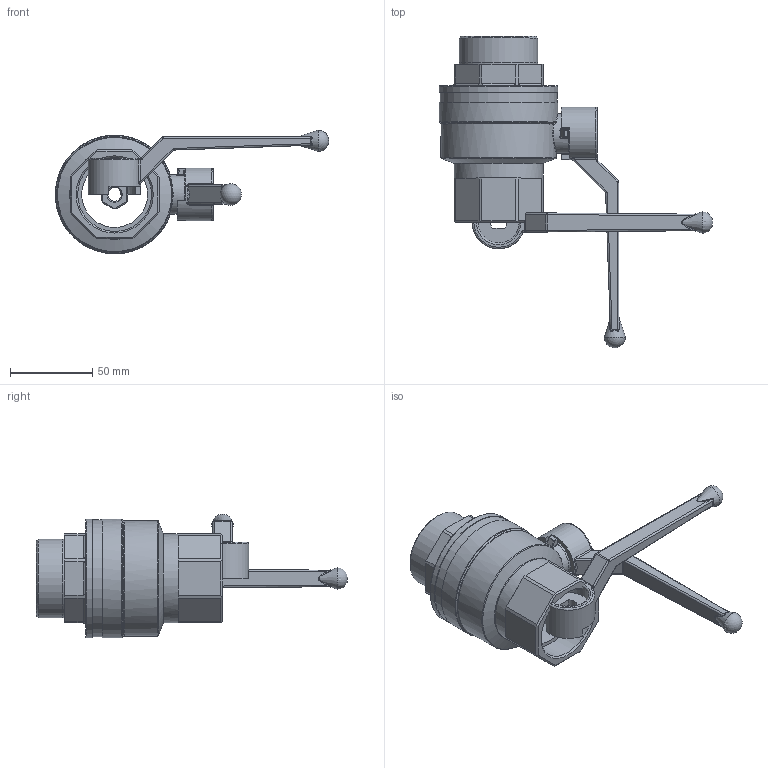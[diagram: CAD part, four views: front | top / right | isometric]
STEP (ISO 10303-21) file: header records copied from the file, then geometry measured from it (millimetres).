
FILE_DESCRIPTION( ( 'Unknown' ), '1' );
FILE_NAME( '2.281.040.stp', 'Unknown', ( 'Unknown' ), ( 'Unknown' ), 'PSStep 13.0', 'Unknown', ' ' );
FILE_SCHEMA( ( 'AUTOMOTIVE_DESIGN { 1 0 10303 214 1 1 1 1 }' ) );
Length unit declared in the file: millimetre
Products named in the file (4): Assem1; Alu-Hebel 1 1_4 - 1 1_2; Mutter_M10-flach par; 2.281.040
Bounding box: 165.95 x 188.95 x 75 mm (x, y, z)
Volume: 416517.9 mm3; surface area: 103995.7 mm2
Topology: 6 solids, 6 shells, 478 faces, 1196 edges, 718 vertices
Faces by surface type: plane 226, cylinder 124, bspline 58, torus 26, sphere 26, cone 18
Full cylindrical faces by diameter (mm): 8.376 x2, 22 x2, 24 x2, 25 x2, 26 x2, 32 x2, 40 x2, 44.845 x2, 47.803 x4, 54 x2, 70 x2, 71 x2, 72 x4
Entity records: 11816 total; most frequent: CARTESIAN_POINT 4505, DIRECTION 1110, ORIENTED_EDGE 1088, EDGE_CURVE 544, AXIS2_PLACEMENT_3D 400, VERTEX_POINT 344, LINE 310, VECTOR 310
